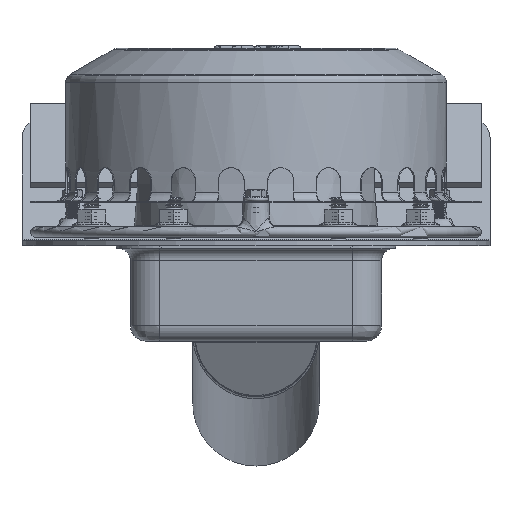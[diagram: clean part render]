
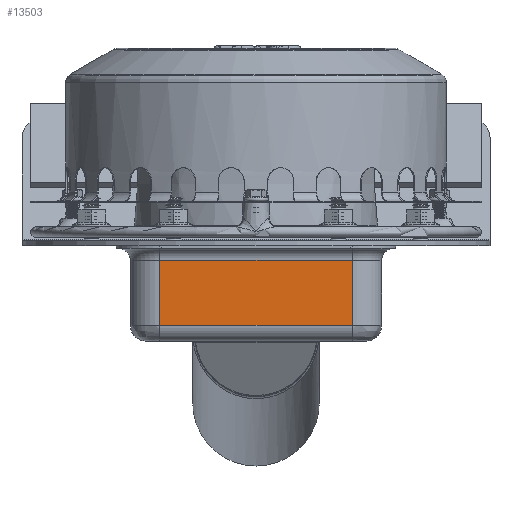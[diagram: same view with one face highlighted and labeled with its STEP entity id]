
A CAD part, left-side view. The second image highlights one B-rep face of the part: STEP entity #13503.
In plain terms, the highlighted planar face has unit normal (-1, 0, 0).
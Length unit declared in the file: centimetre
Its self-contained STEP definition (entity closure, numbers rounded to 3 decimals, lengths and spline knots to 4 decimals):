
#988=PLANE('',#14719);
#1470=FACE_OUTER_BOUND('',#2309,.T.);
#2309=EDGE_LOOP('',(#10195,#10196,#10197,#10198));
#3197=LINE('',#21838,#3993);
#3204=LINE('',#21871,#4000);
#3205=LINE('',#21875,#4001);
#3206=LINE('',#21876,#4002);
#3993=VECTOR('',#17495,1.);
#4000=VECTOR('',#17536,1.);
#4001=VECTOR('',#17541,1.);
#4002=VECTOR('',#17542,1.);
#5726=VERTEX_POINT('',#21822);
#5730=VERTEX_POINT('',#21834);
#5740=VERTEX_POINT('',#21870);
#5741=VERTEX_POINT('',#21874);
#7340=EDGE_CURVE('',#5726,#5730,#3197,.T.);
#7357=EDGE_CURVE('',#5740,#5730,#3204,.T.);
#7359=EDGE_CURVE('',#5741,#5726,#3205,.T.);
#7360=EDGE_CURVE('',#5740,#5741,#3206,.T.);
#10195=ORIENTED_EDGE('',*,*,#7340,.F.);
#10196=ORIENTED_EDGE('',*,*,#7359,.F.);
#10197=ORIENTED_EDGE('',*,*,#7360,.F.);
#10198=ORIENTED_EDGE('',*,*,#7357,.T.);
#13503=ADVANCED_FACE('',(#1470),#988,.T.);
#14719=AXIS2_PLACEMENT_3D('',#21873,#17539,#17540);
#17495=DIRECTION('',(0.,-1.,0.));
#17536=DIRECTION('',(0.,0.,1.));
#17539=DIRECTION('center_axis',(-1.,0.,0.));
#17540=DIRECTION('ref_axis',(0.,-1.,0.));
#17541=DIRECTION('',(0.,0.,1.));
#17542=DIRECTION('',(0.,1.,0.));
#21822=CARTESIAN_POINT('',(68.0012,55.5,-8.5));
#21834=CARTESIAN_POINT('',(68.0012,-55.5,-8.5));
#21838=CARTESIAN_POINT('',(68.0012,27.75,-8.5));
#21870=CARTESIAN_POINT('',(68.0012,-55.5,-46.));
#21871=CARTESIAN_POINT('',(68.0012,-55.5,-55.));
#21873=CARTESIAN_POINT('Origin',(68.0012,55.5,-55.));
#21874=CARTESIAN_POINT('',(68.0012,55.5,-46.));
#21875=CARTESIAN_POINT('',(68.0012,55.5,-55.));
#21876=CARTESIAN_POINT('',(68.0012,27.75,-46.));
